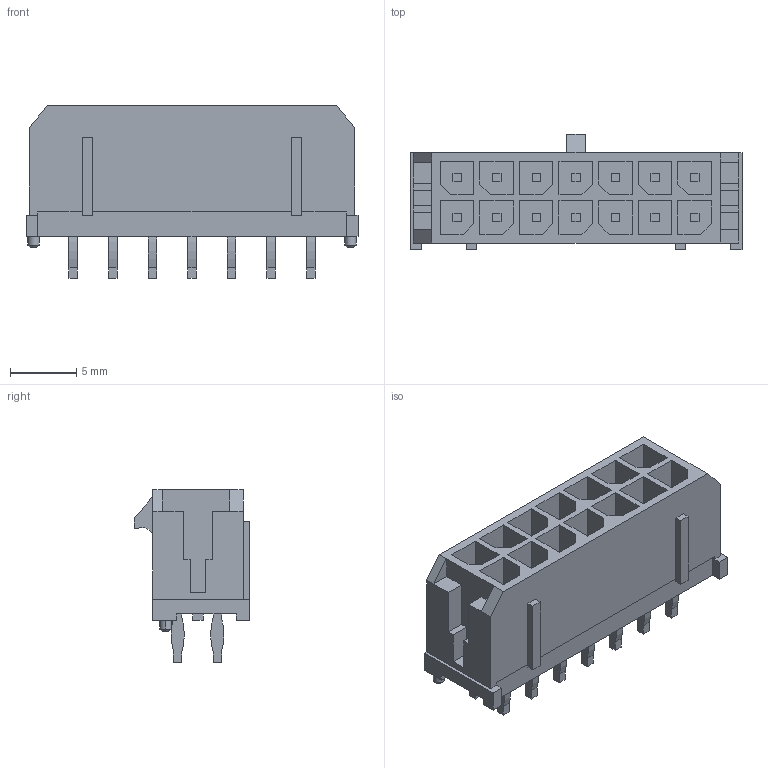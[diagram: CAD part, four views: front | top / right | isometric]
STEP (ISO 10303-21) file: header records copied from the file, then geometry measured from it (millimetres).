
FILE_DESCRIPTION((''),'2;1');
FILE_NAME('449141401','2016-02-26T',('ME'),(''),'PRO/ENGINEER BY PARAMETRIC TECHNOLOGY CORPORATION, 2012310','PRO/ENGINEER BY PARAMETRIC TECHNOLOGY CORPORATION, 2012310','');
FILE_SCHEMA(('CONFIG_CONTROL_DESIGN'));
Length unit declared in the file: millimetre
Products named in the file (1): 449141401
Bounding box: 25.15 x 8.77 x 13.09 mm (x, y, z)
Volume: 1026.8 mm3; surface area: 2168.4 mm2
Topology: 15 solids, 15 shells, 378 faces, 998 edges, 677 vertices
Faces by surface type: plane 341, cylinder 33, cone 4
Entity records: 11487 total; most frequent: CARTESIAN_POINT 2011, ORIENTED_EDGE 1914, DIRECTION 1858, EDGE_CURVE 957, VECTOR 896, LINE 896, VERTEX_POINT 634, AXIS2_PLACEMENT_3D 481
